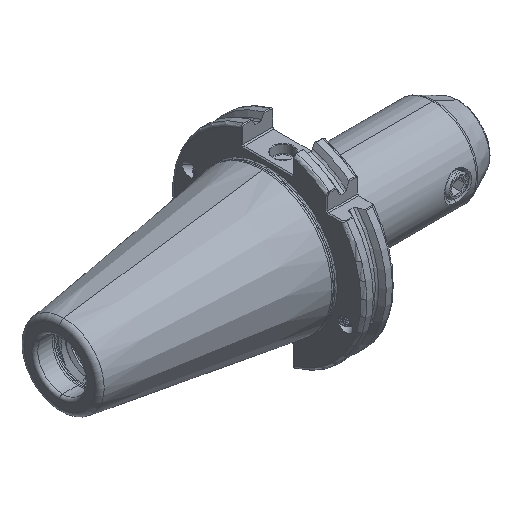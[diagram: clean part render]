
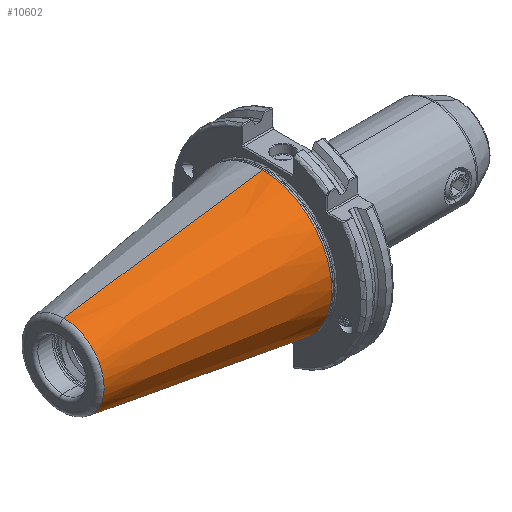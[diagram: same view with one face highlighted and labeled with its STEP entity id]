
A CAD part, isometric view. The second image highlights one B-rep face of the part: STEP entity #10602.
In plain terms, the highlighted conical face has half-angle 8.297 degrees and reference radius 35.392 mm.
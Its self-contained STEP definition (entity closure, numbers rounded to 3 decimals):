
#231 = EDGE_CURVE ( 'NONE', #24037, #23969, #22824, .T. ) ;
#241 = EDGE_CURVE ( 'NONE', #23960, #23980, #22852, .T. ) ;
#1180 = LINE ( 'NONE', #7220, #1181 ) ;
#1181 = VECTOR ( 'NONE', #7227, 1000. ) ;
#1223 = CIRCLE ( 'NONE', #23613, 35.027 ) ;
#1578 = AXIS2_PLACEMENT_3D ( 'NONE', #7293, #7368, #7298 ) ;
#1584 = AXIS2_PLACEMENT_3D ( 'NONE', #7233, #7230, #7260 ) ;
#4537 = ORIENTED_EDGE ( 'NONE', *, *, #231, .F. ) ;
#6089 = EDGE_LOOP ( 'NONE', ( #23171, #23196, #23193, #4537, #23189 ) ) ;
#7220 = CARTESIAN_POINT ( 'NONE',  ( 0., 0., -35.392 ) ) ;
#7227 = DIRECTION ( 'NONE',  ( 0.99, 0., -0.144 ) ) ;
#7230 = DIRECTION ( 'NONE',  ( 1., 0., 0. ) ) ;
#7233 = CARTESIAN_POINT ( 'NONE',  ( -2.5, 0., 0. ) ) ;
#7260 = DIRECTION ( 'NONE',  ( 0., 1., 0. ) ) ;
#7293 = CARTESIAN_POINT ( 'NONE',  ( -102.811, 0., 0. ) ) ;
#7298 = DIRECTION ( 'NONE',  ( 0., 0., 1. ) ) ;
#7368 = DIRECTION ( 'NONE',  ( 1., 0., 0. ) ) ;
#9979 = CARTESIAN_POINT ( 'NONE',  ( 0., 0., 35.392 ) ) ;
#9988 = DIRECTION ( 'NONE',  ( 0.99, 0., 0.144 ) ) ;
#10000 = DIRECTION ( 'NONE',  ( 0., 1., 0. ) ) ;
#10005 = DIRECTION ( 'NONE',  ( 1., 0., 0. ) ) ;
#10041 = CARTESIAN_POINT ( 'NONE',  ( -2.5, 0., 0. ) ) ;
#10602 = ADVANCED_FACE ( 'NONE', ( #22076 ), #22059, .T. ) ;
#15765 = DIRECTION ( 'NONE',  ( 0., 0., -1. ) ) ;
#15770 = DIRECTION ( 'NONE',  ( 1., 0., 0. ) ) ;
#15774 = CARTESIAN_POINT ( 'NONE',  ( 0., 0., 0. ) ) ;
#21728 = VECTOR ( 'NONE', #9988, 1000. ) ;
#21741 = LINE ( 'NONE', #9979, #21728 ) ;
#22059 = CONICAL_SURFACE ( 'NONE', #23337, 35.392, 0.145 ) ;
#22076 = FACE_OUTER_BOUND ( 'NONE', #6089, .T. ) ;
#22517 = EDGE_CURVE ( 'NONE', #23960, #23981, #21741, .T. ) ;
#22529 = EDGE_CURVE ( 'NONE', #23981, #24037, #1223, .T. ) ;
#22546 = EDGE_CURVE ( 'NONE', #23980, #23969, #1180, .T. ) ;
#22824 = CIRCLE ( 'NONE', #1584, 35.027 ) ;
#22852 = CIRCLE ( 'NONE', #1578, 20.399 ) ;
#23171 = ORIENTED_EDGE ( 'NONE', *, *, #22517, .F. ) ;
#23189 = ORIENTED_EDGE ( 'NONE', *, *, #22529, .F. ) ;
#23193 = ORIENTED_EDGE ( 'NONE', *, *, #22546, .T. ) ;
#23196 = ORIENTED_EDGE ( 'NONE', *, *, #241, .T. ) ;
#23337 = AXIS2_PLACEMENT_3D ( 'NONE', #15774, #15770, #15765 ) ;
#23613 = AXIS2_PLACEMENT_3D ( 'NONE', #10041, #10005, #10000 ) ;
#23960 = VERTEX_POINT ( 'NONE', #27858 ) ;
#23969 = VERTEX_POINT ( 'NONE', #27854 ) ;
#23980 = VERTEX_POINT ( 'NONE', #27855 ) ;
#23981 = VERTEX_POINT ( 'NONE', #27857 ) ;
#24037 = VERTEX_POINT ( 'NONE', #27947 ) ;
#27854 = CARTESIAN_POINT ( 'NONE',  ( -2.5, 0., -35.027 ) ) ;
#27855 = CARTESIAN_POINT ( 'NONE',  ( -102.811, 0., -20.399 ) ) ;
#27857 = CARTESIAN_POINT ( 'NONE',  ( -2.5, 0., 35.027 ) ) ;
#27858 = CARTESIAN_POINT ( 'NONE',  ( -102.811, 0., 20.399 ) ) ;
#27947 = CARTESIAN_POINT ( 'NONE',  ( -2.5, -35.027, 0. ) ) ;
